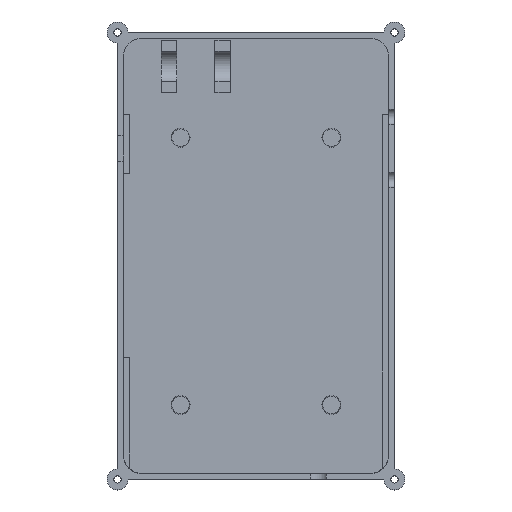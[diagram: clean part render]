
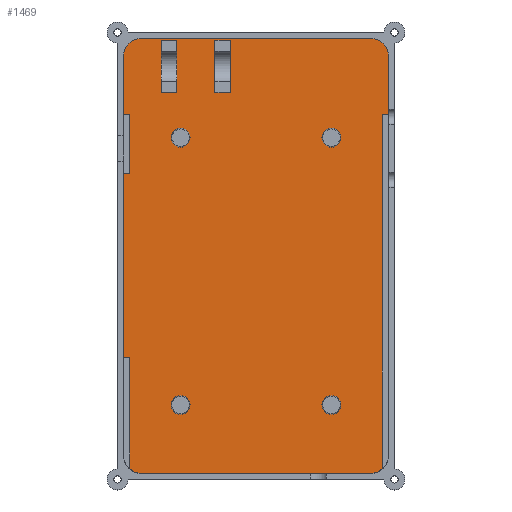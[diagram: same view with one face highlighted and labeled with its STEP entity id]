
A CAD part, top view. The second image highlights one B-rep face of the part: STEP entity #1469.
In plain terms, the highlighted planar face has unit normal (0, 0, 1).
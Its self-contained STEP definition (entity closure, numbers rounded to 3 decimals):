
#757 = VERTEX_POINT('',#758);
#758 = CARTESIAN_POINT('',(34.75,-21.5,2.5));
#764 = EDGE_CURVE('',#757,#765,#767,.T.);
#765 = VERTEX_POINT('',#766);
#766 = CARTESIAN_POINT('',(34.75,-6.5,2.5));
#767 = LINE('',#768,#769);
#768 = CARTESIAN_POINT('',(34.75,-110.5,2.5));
#769 = VECTOR('',#770,1.);
#770 = DIRECTION('',(0.,1.,0.));
#804 = EDGE_CURVE('',#765,#805,#807,.T.);
#805 = VERTEX_POINT('',#806);
#806 = CARTESIAN_POINT('',(29.75,-1.5,2.5));
#807 = CIRCLE('',#808,5.);
#808 = AXIS2_PLACEMENT_3D('',#809,#810,#811);
#809 = CARTESIAN_POINT('',(29.75,-6.5,2.5));
#810 = DIRECTION('',(0.,0.,1.));
#811 = DIRECTION('',(1.,0.,0.));
#829 = EDGE_CURVE('',#805,#830,#832,.T.);
#830 = VERTEX_POINT('',#831);
#831 = CARTESIAN_POINT('',(-29.75,-1.5,2.5));
#832 = LINE('',#833,#834);
#833 = CARTESIAN_POINT('',(29.75,-1.5,2.5));
#834 = VECTOR('',#835,1.);
#835 = DIRECTION('',(-1.,0.,0.));
#853 = EDGE_CURVE('',#830,#854,#856,.T.);
#854 = VERTEX_POINT('',#855);
#855 = CARTESIAN_POINT('',(-34.75,-6.5,2.5));
#856 = CIRCLE('',#857,5.);
#857 = AXIS2_PLACEMENT_3D('',#858,#859,#860);
#858 = CARTESIAN_POINT('',(-29.75,-6.5,2.5));
#859 = DIRECTION('',(0.,0.,1.));
#860 = DIRECTION('',(1.,0.,0.));
#879 = EDGE_CURVE('',#854,#880,#882,.T.);
#880 = VERTEX_POINT('',#881);
#881 = CARTESIAN_POINT('',(-34.75,-21.5,2.5));
#882 = LINE('',#883,#884);
#883 = CARTESIAN_POINT('',(-34.75,-6.5,2.5));
#884 = VECTOR('',#885,1.);
#885 = DIRECTION('',(0.,-1.,0.));
#1469 = ADVANCED_FACE('',(#1470,#1565,#1599,#1633,#1644,#1655,#1666),
  #1677,.T.);
#1470 = FACE_BOUND('',#1471,.T.);
#1471 = EDGE_LOOP('',(#1472,#1483,#1491,#1500,#1508,#1514,#1515,#1516,
    #1517,#1518,#1519,#1527,#1535,#1543,#1551,#1559));
#1472 = ORIENTED_EDGE('',*,*,#1473,.T.);
#1473 = EDGE_CURVE('',#1474,#1476,#1478,.T.);
#1474 = VERTEX_POINT('',#1475);
#1475 = CARTESIAN_POINT('',(-33.,-114.3,2.5));
#1476 = VERTEX_POINT('',#1477);
#1477 = CARTESIAN_POINT('',(-29.75,-115.5,2.5));
#1478 = CIRCLE('',#1479,5.);
#1479 = AXIS2_PLACEMENT_3D('',#1480,#1481,#1482);
#1480 = CARTESIAN_POINT('',(-29.75,-110.5,2.5));
#1481 = DIRECTION('',(0.,0.,1.));
#1482 = DIRECTION('',(1.,0.,0.));
#1483 = ORIENTED_EDGE('',*,*,#1484,.T.);
#1484 = EDGE_CURVE('',#1476,#1485,#1487,.T.);
#1485 = VERTEX_POINT('',#1486);
#1486 = CARTESIAN_POINT('',(29.75,-115.5,2.5));
#1487 = LINE('',#1488,#1489);
#1488 = CARTESIAN_POINT('',(-29.75,-115.5,2.5));
#1489 = VECTOR('',#1490,1.);
#1490 = DIRECTION('',(1.,0.,0.));
#1491 = ORIENTED_EDGE('',*,*,#1492,.T.);
#1492 = EDGE_CURVE('',#1485,#1493,#1495,.T.);
#1493 = VERTEX_POINT('',#1494);
#1494 = CARTESIAN_POINT('',(33.,-114.3,2.5));
#1495 = CIRCLE('',#1496,5.);
#1496 = AXIS2_PLACEMENT_3D('',#1497,#1498,#1499);
#1497 = CARTESIAN_POINT('',(29.75,-110.5,2.5));
#1498 = DIRECTION('',(0.,0.,1.));
#1499 = DIRECTION('',(1.,0.,0.));
#1500 = ORIENTED_EDGE('',*,*,#1501,.F.);
#1501 = EDGE_CURVE('',#1502,#1493,#1504,.T.);
#1502 = VERTEX_POINT('',#1503);
#1503 = CARTESIAN_POINT('',(33.,-21.5,2.5));
#1504 = LINE('',#1505,#1506);
#1505 = CARTESIAN_POINT('',(33.,-21.5,2.5));
#1506 = VECTOR('',#1507,1.);
#1507 = DIRECTION('',(0.,-1.,0.));
#1508 = ORIENTED_EDGE('',*,*,#1509,.F.);
#1509 = EDGE_CURVE('',#757,#1502,#1510,.T.);
#1510 = LINE('',#1511,#1512);
#1511 = CARTESIAN_POINT('',(34.75,-21.5,2.5));
#1512 = VECTOR('',#1513,1.);
#1513 = DIRECTION('',(-1.,0.,0.));
#1514 = ORIENTED_EDGE('',*,*,#764,.T.);
#1515 = ORIENTED_EDGE('',*,*,#804,.T.);
#1516 = ORIENTED_EDGE('',*,*,#829,.T.);
#1517 = ORIENTED_EDGE('',*,*,#853,.T.);
#1518 = ORIENTED_EDGE('',*,*,#879,.T.);
#1519 = ORIENTED_EDGE('',*,*,#1520,.F.);
#1520 = EDGE_CURVE('',#1521,#880,#1523,.T.);
#1521 = VERTEX_POINT('',#1522);
#1522 = CARTESIAN_POINT('',(-33.,-21.5,2.5));
#1523 = LINE('',#1524,#1525);
#1524 = CARTESIAN_POINT('',(-33.,-21.5,2.5));
#1525 = VECTOR('',#1526,1.);
#1526 = DIRECTION('',(-1.,0.,0.));
#1527 = ORIENTED_EDGE('',*,*,#1528,.F.);
#1528 = EDGE_CURVE('',#1529,#1521,#1531,.T.);
#1529 = VERTEX_POINT('',#1530);
#1530 = CARTESIAN_POINT('',(-33.,-37.,2.5));
#1531 = LINE('',#1532,#1533);
#1532 = CARTESIAN_POINT('',(-33.,-115.5,2.5));
#1533 = VECTOR('',#1534,1.);
#1534 = DIRECTION('',(0.,1.,0.));
#1535 = ORIENTED_EDGE('',*,*,#1536,.T.);
#1536 = EDGE_CURVE('',#1529,#1537,#1539,.T.);
#1537 = VERTEX_POINT('',#1538);
#1538 = CARTESIAN_POINT('',(-35.,-37.,2.5));
#1539 = LINE('',#1540,#1541);
#1540 = CARTESIAN_POINT('',(-33.,-37.,2.5));
#1541 = VECTOR('',#1542,1.);
#1542 = DIRECTION('',(-1.,-0.,-0.));
#1543 = ORIENTED_EDGE('',*,*,#1544,.F.);
#1544 = EDGE_CURVE('',#1545,#1537,#1547,.T.);
#1545 = VERTEX_POINT('',#1546);
#1546 = CARTESIAN_POINT('',(-35.,-85.,2.5));
#1547 = LINE('',#1548,#1549);
#1548 = CARTESIAN_POINT('',(-35.,-85.,2.5));
#1549 = VECTOR('',#1550,1.);
#1550 = DIRECTION('',(0.,1.,0.));
#1551 = ORIENTED_EDGE('',*,*,#1552,.F.);
#1552 = EDGE_CURVE('',#1553,#1545,#1555,.T.);
#1553 = VERTEX_POINT('',#1554);
#1554 = CARTESIAN_POINT('',(-33.,-85.,2.5));
#1555 = LINE('',#1556,#1557);
#1556 = CARTESIAN_POINT('',(-33.,-85.,2.5));
#1557 = VECTOR('',#1558,1.);
#1558 = DIRECTION('',(-1.,-0.,-0.));
#1559 = ORIENTED_EDGE('',*,*,#1560,.F.);
#1560 = EDGE_CURVE('',#1474,#1553,#1561,.T.);
#1561 = LINE('',#1562,#1563);
#1562 = CARTESIAN_POINT('',(-33.,-115.5,2.5));
#1563 = VECTOR('',#1564,1.);
#1564 = DIRECTION('',(0.,1.,0.));
#1565 = FACE_BOUND('',#1566,.T.);
#1566 = EDGE_LOOP('',(#1567,#1577,#1585,#1593));
#1567 = ORIENTED_EDGE('',*,*,#1568,.F.);
#1568 = EDGE_CURVE('',#1569,#1571,#1573,.T.);
#1569 = VERTEX_POINT('',#1570);
#1570 = CARTESIAN_POINT('',(-10.75,-2.,2.5));
#1571 = VERTEX_POINT('',#1572);
#1572 = CARTESIAN_POINT('',(-10.75,-15.7,2.5));
#1573 = LINE('',#1574,#1575);
#1574 = CARTESIAN_POINT('',(-10.75,-2.,2.5));
#1575 = VECTOR('',#1576,1.);
#1576 = DIRECTION('',(0.,-1.,0.));
#1577 = ORIENTED_EDGE('',*,*,#1578,.F.);
#1578 = EDGE_CURVE('',#1579,#1569,#1581,.T.);
#1579 = VERTEX_POINT('',#1580);
#1580 = CARTESIAN_POINT('',(-6.75,-2.,2.5));
#1581 = LINE('',#1582,#1583);
#1582 = CARTESIAN_POINT('',(-6.75,-2.,2.5));
#1583 = VECTOR('',#1584,1.);
#1584 = DIRECTION('',(-1.,0.,0.));
#1585 = ORIENTED_EDGE('',*,*,#1586,.F.);
#1586 = EDGE_CURVE('',#1587,#1579,#1589,.T.);
#1587 = VERTEX_POINT('',#1588);
#1588 = CARTESIAN_POINT('',(-6.75,-15.7,2.5));
#1589 = LINE('',#1590,#1591);
#1590 = CARTESIAN_POINT('',(-6.75,-15.7,2.5));
#1591 = VECTOR('',#1592,1.);
#1592 = DIRECTION('',(0.,1.,0.));
#1593 = ORIENTED_EDGE('',*,*,#1594,.F.);
#1594 = EDGE_CURVE('',#1571,#1587,#1595,.T.);
#1595 = LINE('',#1596,#1597);
#1596 = CARTESIAN_POINT('',(-10.75,-15.7,2.5));
#1597 = VECTOR('',#1598,1.);
#1598 = DIRECTION('',(1.,0.,0.));
#1599 = FACE_BOUND('',#1600,.T.);
#1600 = EDGE_LOOP('',(#1601,#1611,#1619,#1627));
#1601 = ORIENTED_EDGE('',*,*,#1602,.F.);
#1602 = EDGE_CURVE('',#1603,#1605,#1607,.T.);
#1603 = VERTEX_POINT('',#1604);
#1604 = CARTESIAN_POINT('',(-24.75,-2.,2.5));
#1605 = VERTEX_POINT('',#1606);
#1606 = CARTESIAN_POINT('',(-24.75,-15.7,2.5));
#1607 = LINE('',#1608,#1609);
#1608 = CARTESIAN_POINT('',(-24.75,-2.,2.5));
#1609 = VECTOR('',#1610,1.);
#1610 = DIRECTION('',(0.,-1.,0.));
#1611 = ORIENTED_EDGE('',*,*,#1612,.F.);
#1612 = EDGE_CURVE('',#1613,#1603,#1615,.T.);
#1613 = VERTEX_POINT('',#1614);
#1614 = CARTESIAN_POINT('',(-20.75,-2.,2.5));
#1615 = LINE('',#1616,#1617);
#1616 = CARTESIAN_POINT('',(-20.75,-2.,2.5));
#1617 = VECTOR('',#1618,1.);
#1618 = DIRECTION('',(-1.,0.,0.));
#1619 = ORIENTED_EDGE('',*,*,#1620,.F.);
#1620 = EDGE_CURVE('',#1621,#1613,#1623,.T.);
#1621 = VERTEX_POINT('',#1622);
#1622 = CARTESIAN_POINT('',(-20.75,-15.7,2.5));
#1623 = LINE('',#1624,#1625);
#1624 = CARTESIAN_POINT('',(-20.75,-15.7,2.5));
#1625 = VECTOR('',#1626,1.);
#1626 = DIRECTION('',(0.,1.,0.));
#1627 = ORIENTED_EDGE('',*,*,#1628,.F.);
#1628 = EDGE_CURVE('',#1605,#1621,#1629,.T.);
#1629 = LINE('',#1630,#1631);
#1630 = CARTESIAN_POINT('',(-24.75,-15.7,2.5));
#1631 = VECTOR('',#1632,1.);
#1632 = DIRECTION('',(1.,0.,0.));
#1633 = FACE_BOUND('',#1634,.T.);
#1634 = EDGE_LOOP('',(#1635));
#1635 = ORIENTED_EDGE('',*,*,#1636,.F.);
#1636 = EDGE_CURVE('',#1637,#1637,#1639,.T.);
#1637 = VERTEX_POINT('',#1638);
#1638 = CARTESIAN_POINT('',(-17.25,-97.5,2.5));
#1639 = CIRCLE('',#1640,2.5);
#1640 = AXIS2_PLACEMENT_3D('',#1641,#1642,#1643);
#1641 = CARTESIAN_POINT('',(-19.75,-97.5,2.5));
#1642 = DIRECTION('',(0.,0.,1.));
#1643 = DIRECTION('',(1.,0.,0.));
#1644 = FACE_BOUND('',#1645,.T.);
#1645 = EDGE_LOOP('',(#1646));
#1646 = ORIENTED_EDGE('',*,*,#1647,.F.);
#1647 = EDGE_CURVE('',#1648,#1648,#1650,.T.);
#1648 = VERTEX_POINT('',#1649);
#1649 = CARTESIAN_POINT('',(22.25,-97.5,2.5));
#1650 = CIRCLE('',#1651,2.5);
#1651 = AXIS2_PLACEMENT_3D('',#1652,#1653,#1654);
#1652 = CARTESIAN_POINT('',(19.75,-97.5,2.5));
#1653 = DIRECTION('',(0.,0.,1.));
#1654 = DIRECTION('',(1.,0.,0.));
#1655 = FACE_BOUND('',#1656,.T.);
#1656 = EDGE_LOOP('',(#1657));
#1657 = ORIENTED_EDGE('',*,*,#1658,.F.);
#1658 = EDGE_CURVE('',#1659,#1659,#1661,.T.);
#1659 = VERTEX_POINT('',#1660);
#1660 = CARTESIAN_POINT('',(-17.25,-27.5,2.5));
#1661 = CIRCLE('',#1662,2.5);
#1662 = AXIS2_PLACEMENT_3D('',#1663,#1664,#1665);
#1663 = CARTESIAN_POINT('',(-19.75,-27.5,2.5));
#1664 = DIRECTION('',(0.,0.,1.));
#1665 = DIRECTION('',(1.,0.,0.));
#1666 = FACE_BOUND('',#1667,.T.);
#1667 = EDGE_LOOP('',(#1668));
#1668 = ORIENTED_EDGE('',*,*,#1669,.F.);
#1669 = EDGE_CURVE('',#1670,#1670,#1672,.T.);
#1670 = VERTEX_POINT('',#1671);
#1671 = CARTESIAN_POINT('',(22.25,-27.5,2.5));
#1672 = CIRCLE('',#1673,2.5);
#1673 = AXIS2_PLACEMENT_3D('',#1674,#1675,#1676);
#1674 = CARTESIAN_POINT('',(19.75,-27.5,2.5));
#1675 = DIRECTION('',(0.,0.,1.));
#1676 = DIRECTION('',(1.,0.,0.));
#1677 = PLANE('',#1678);
#1678 = AXIS2_PLACEMENT_3D('',#1679,#1680,#1681);
#1679 = CARTESIAN_POINT('',(-0.636,-58.044,2.5));
#1680 = DIRECTION('',(0.,0.,1.));
#1681 = DIRECTION('',(1.,0.,0.));
